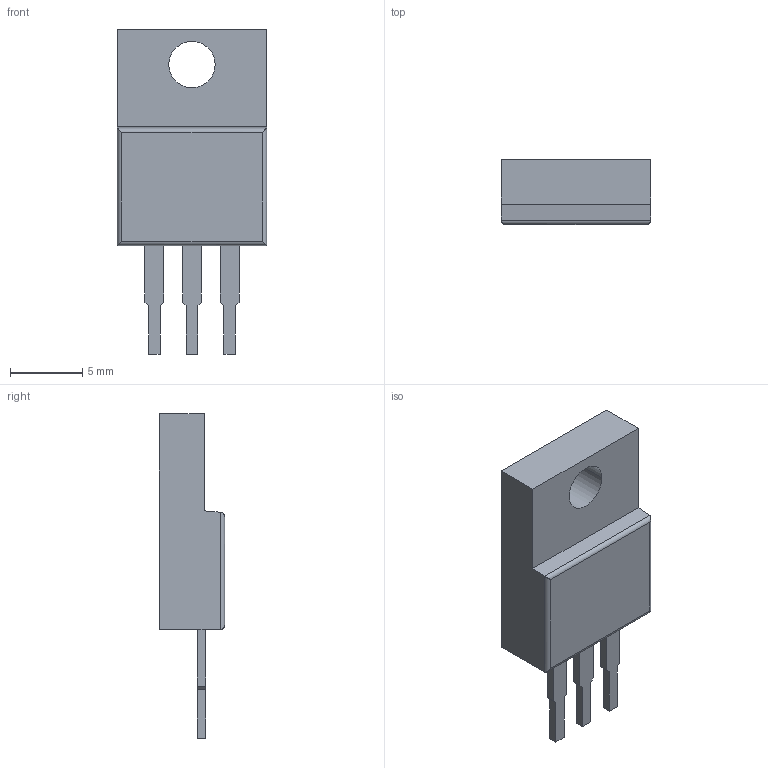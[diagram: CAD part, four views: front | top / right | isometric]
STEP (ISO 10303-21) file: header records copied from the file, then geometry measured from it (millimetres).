
FILE_DESCRIPTION (( 'STEP AP214' ), '1' );
FILE_NAME ('ITO-220AB-3_L10.2-W4.5-H15.0-P2.60.step', '2022-08-01T12:42:16', ( '' ), ( '' ), 'SwSTEP 2.0', 'SolidWorks 2020', '' );
FILE_SCHEMA (( 'AUTOMOTIVE_DESIGN' ));
Length unit declared in the file: millimetre
Products named in the file (1): ITO-220AB-3_L10.2-W4.5-H15.0-P2.60
Bounding box: 10.3 x 4.5 x 22.4 mm (x, y, z)
Volume: 581.9 mm3; surface area: 598.9 mm2
Topology: 1 solids, 1 shells, 326 faces, 883 edges, 588 vertices
Faces by surface type: plane 206, bspline 114, cylinder 6
Entity records: 15103 total; most frequent: CARTESIAN_POINT 4066, ORIENTED_EDGE 1766, DIRECTION 1075, EDGE_CURVE 883, VECTOR 641, LINE 641, VERTEX_POINT 588, EDGE_LOOP 357
